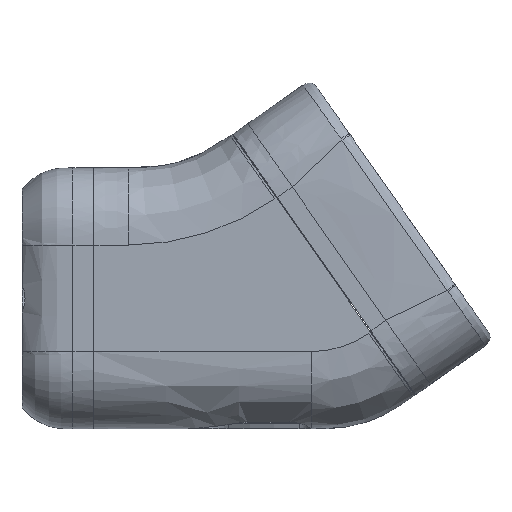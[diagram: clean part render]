
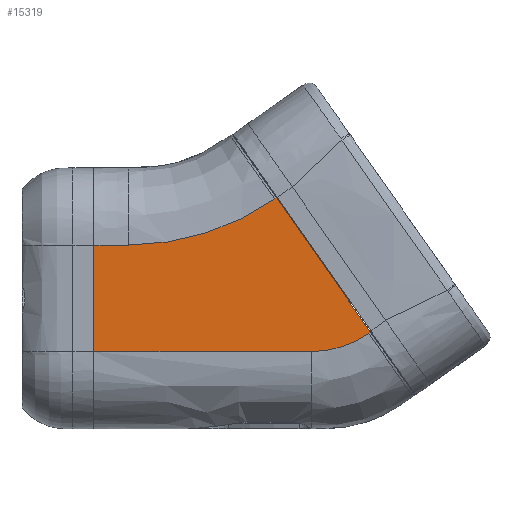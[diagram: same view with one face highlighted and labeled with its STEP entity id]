
A CAD part, left-side view. The second image highlights one B-rep face of the part: STEP entity #15319.
In plain terms, the highlighted planar face has unit normal (-1, 0, 0).
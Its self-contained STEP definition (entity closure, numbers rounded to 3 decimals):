
#309=B_SPLINE_CURVE_WITH_KNOTS('',3,(#26029,#26030,#26031,#26032),
 .UNSPECIFIED.,.F.,.F.,(4,4),(-2.385,0.),
 .UNSPECIFIED.);
#364=B_SPLINE_CURVE_WITH_KNOTS('',3,(#28681,#28682,#28683,#28684),
 .UNSPECIFIED.,.F.,.F.,(4,4),(-0.64,-0.615),
 .UNSPECIFIED.);
#368=B_SPLINE_CURVE_WITH_KNOTS('',3,(#28741,#28742,#28743,#28744),
 .UNSPECIFIED.,.F.,.F.,(4,4),(-0.025,0.),
 .UNSPECIFIED.);
#369=B_SPLINE_CURVE_WITH_KNOTS('',3,(#28747,#28748,#28749,#28750),
 .UNSPECIFIED.,.F.,.F.,(4,4),(-0.992,-0.615),
 .UNSPECIFIED.);
#1076=PLANE('',#16522);
#1824=FACE_OUTER_BOUND('',#2719,.T.);
#2719=EDGE_LOOP('',(#13267,#13268,#13269,#13270,#13271,#13272,#13273,#13274));
#4137=LINE('',#26912,#5653);
#4154=LINE('',#28691,#5670);
#5653=VECTOR('',#19728,10.);
#5670=VECTOR('',#19785,10.);
#6218=CIRCLE('',#16519,11.015);
#6220=CIRCLE('',#16523,27.985);
#7298=VERTEX_POINT('',#26017);
#7299=VERTEX_POINT('',#26028);
#7363=VERTEX_POINT('',#26888);
#7364=VERTEX_POINT('',#26911);
#7380=VERTEX_POINT('',#28410);
#7383=VERTEX_POINT('',#28690);
#7385=VERTEX_POINT('',#28740);
#7386=VERTEX_POINT('',#28745);
#9263=EDGE_CURVE('',#7298,#7299,#309,.T.);
#9347=EDGE_CURVE('',#7364,#7363,#4137,.T.);
#9384=EDGE_CURVE('',#7380,#7298,#6218,.T.);
#9392=EDGE_CURVE('',#7364,#7380,#364,.T.);
#9394=EDGE_CURVE('',#7383,#7299,#4154,.T.);
#9399=EDGE_CURVE('',#7385,#7363,#368,.T.);
#9400=EDGE_CURVE('',#7386,#7385,#6220,.T.);
#9401=EDGE_CURVE('',#7383,#7386,#369,.T.);
#13267=ORIENTED_EDGE('',*,*,#9263,.F.);
#13268=ORIENTED_EDGE('',*,*,#9384,.F.);
#13269=ORIENTED_EDGE('',*,*,#9392,.F.);
#13270=ORIENTED_EDGE('',*,*,#9347,.T.);
#13271=ORIENTED_EDGE('',*,*,#9399,.F.);
#13272=ORIENTED_EDGE('',*,*,#9400,.F.);
#13273=ORIENTED_EDGE('',*,*,#9401,.F.);
#13274=ORIENTED_EDGE('',*,*,#9394,.T.);
#15319=ADVANCED_FACE('',(#1824),#1076,.T.);
#16519=AXIS2_PLACEMENT_3D('',#28421,#19777,#19778);
#16522=AXIS2_PLACEMENT_3D('',#28739,#19788,#19789);
#16523=AXIS2_PLACEMENT_3D('',#28746,#19790,#19791);
#19728=DIRECTION('',(0.,0.574,0.819));
#19777=DIRECTION('center_axis',(1.,0.,0.));
#19778=DIRECTION('ref_axis',(0.,-0.301,-0.954));
#19785=DIRECTION('',(0.,0.,-1.));
#19788=DIRECTION('center_axis',(-1.,0.,0.));
#19789=DIRECTION('ref_axis',(0.,0.,1.));
#19790=DIRECTION('center_axis',(-1.,0.,0.));
#19791=DIRECTION('ref_axis',(0.,-0.301,-0.954));
#26017=CARTESIAN_POINT('',(-21.5,6.148,8.485));
#26028=CARTESIAN_POINT('',(-21.5,30.,8.485));
#26029=CARTESIAN_POINT('Ctrl Pts',(-21.5,6.148,8.485));
#26030=CARTESIAN_POINT('Ctrl Pts',(-21.5,14.099,8.485));
#26031=CARTESIAN_POINT('Ctrl Pts',(-21.5,22.048,8.485));
#26032=CARTESIAN_POINT('Ctrl Pts',(-21.5,30.,8.485));
#26888=CARTESIAN_POINT('',(-21.5,9.966,25.39));
#26911=CARTESIAN_POINT('',(-21.5,-0.376,10.622));
#26912=CARTESIAN_POINT('',(-21.5,14.833,32.341));
#28410=CARTESIAN_POINT('',(-21.5,-0.169,10.477));
#28421=CARTESIAN_POINT('Origin',(-21.5,6.148,19.5));
#28681=CARTESIAN_POINT('Ctrl Pts',(-21.5,-0.376,10.622));
#28682=CARTESIAN_POINT('Ctrl Pts',(-21.5,-0.307,10.574));
#28683=CARTESIAN_POINT('Ctrl Pts',(-21.5,-0.238,10.525));
#28684=CARTESIAN_POINT('Ctrl Pts',(-21.5,-0.169,10.477));
#28690=CARTESIAN_POINT('',(-21.5,30.,20.185));
#28691=CARTESIAN_POINT('',(-21.5,30.,28.67));
#28739=CARTESIAN_POINT('Origin',(-21.5,12.379,16.171));
#28740=CARTESIAN_POINT('',(-21.5,10.172,25.246));
#28741=CARTESIAN_POINT('Ctrl Pts',(-21.5,10.172,25.246));
#28742=CARTESIAN_POINT('Ctrl Pts',(-21.5,10.103,25.294));
#28743=CARTESIAN_POINT('Ctrl Pts',(-21.5,10.034,25.342));
#28744=CARTESIAN_POINT('Ctrl Pts',(-21.5,9.966,25.39));
#28745=CARTESIAN_POINT('',(-21.5,26.224,20.185));
#28746=CARTESIAN_POINT('Origin',(-21.5,26.224,48.17));
#28747=CARTESIAN_POINT('Ctrl Pts',(-21.5,30.,20.185));
#28748=CARTESIAN_POINT('Ctrl Pts',(-21.5,28.741,20.185));
#28749=CARTESIAN_POINT('Ctrl Pts',(-21.5,27.482,20.185));
#28750=CARTESIAN_POINT('Ctrl Pts',(-21.5,26.224,20.185));
